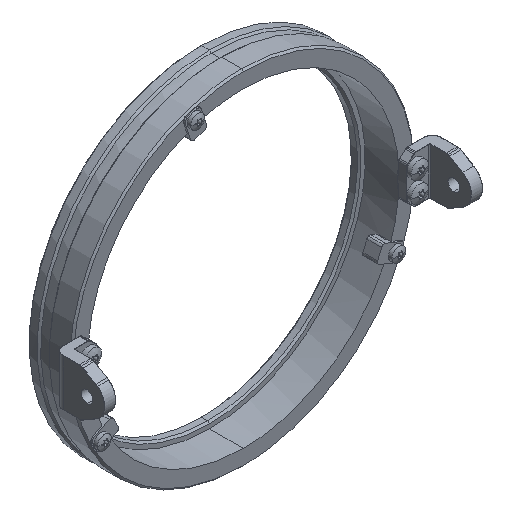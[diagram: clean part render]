
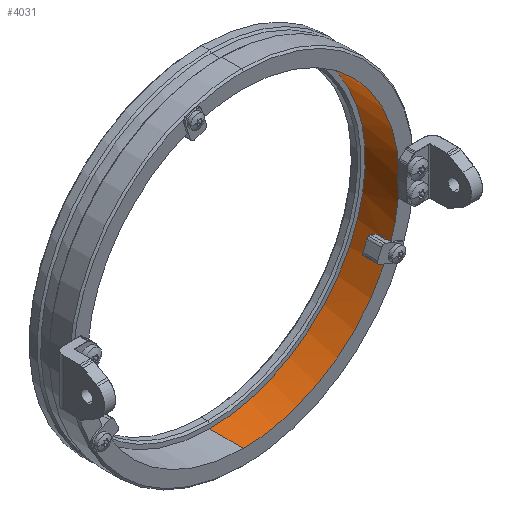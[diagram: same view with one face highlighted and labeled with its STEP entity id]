
A CAD part, isometric view. The second image highlights one B-rep face of the part: STEP entity #4031.
In plain terms, the highlighted free-form (B-spline) face has degree [2, 1] with [5, 2] control points.
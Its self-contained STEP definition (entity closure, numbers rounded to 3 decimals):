
#70 = VERTEX_POINT('',#71);
#71 = CARTESIAN_POINT('',(0.,-7.443,
    -121.112));
#72 = VERTEX_POINT('',#73);
#73 = CARTESIAN_POINT('',(0.,-7.443,121.112));
#81 = EDGE_CURVE('',#70,#82,#84,.T.);
#82 = VERTEX_POINT('',#83);
#83 = CARTESIAN_POINT('',(0.,-33.83,
    -121.112));
#84 = B_SPLINE_CURVE_WITH_KNOTS('',1,(#85,#86),.UNSPECIFIED.,.F.,.F.,(2,
    2),(-9.75,9.75),.PIECEWISE_BEZIER_KNOTS.);
#85 = CARTESIAN_POINT('',(0.,-7.443,
    -121.112));
#86 = CARTESIAN_POINT('',(0.,-33.83,
    -121.112));
#149 = VERTEX_POINT('',#150);
#150 = CARTESIAN_POINT('',(0.,-33.83,
    121.112));
#156 = EDGE_CURVE('',#149,#72,#157,.T.);
#157 = B_SPLINE_CURVE_WITH_KNOTS('',1,(#158,#159),.UNSPECIFIED.,.F.,.F.,
  (2,2),(-9.75,9.75),.PIECEWISE_BEZIER_KNOTS.);
#158 = CARTESIAN_POINT('',(0.,-33.83,
    121.112));
#159 = CARTESIAN_POINT('',(0.,-7.443,
    121.112));
#2225 = EDGE_CURVE('',#2226,#2228,#2230,.T.);
#2226 = VERTEX_POINT('',#2227);
#2227 = CARTESIAN_POINT('',(114.653,-25.034,
    -39.025));
#2228 = VERTEX_POINT('',#2229);
#2229 = CARTESIAN_POINT('',(114.653,-33.83,
    -39.025));
#2230 = B_SPLINE_CURVE_WITH_KNOTS('',1,(#2231,#2232),.UNSPECIFIED.,.F.,
  .F.,(2,2),(-3.25,3.25),.PIECEWISE_BEZIER_KNOTS.);
#2231 = CARTESIAN_POINT('',(114.653,-25.034,
    -39.025));
#2232 = CARTESIAN_POINT('',(114.653,-33.83,
    -39.025));
#2261 = EDGE_CURVE('',#2262,#2264,#2266,.T.);
#2262 = VERTEX_POINT('',#2263);
#2263 = CARTESIAN_POINT('',(109.583,-33.83,
    -51.572));
#2264 = VERTEX_POINT('',#2265);
#2265 = CARTESIAN_POINT('',(109.583,-25.034,
    -51.572));
#2266 = B_SPLINE_CURVE_WITH_KNOTS('',1,(#2267,#2268),.UNSPECIFIED.,.F.,
  .F.,(2,2),(-3.25,3.25),.PIECEWISE_BEZIER_KNOTS.);
#2267 = CARTESIAN_POINT('',(109.583,-33.83,
    -51.572));
#2268 = CARTESIAN_POINT('',(109.583,-25.034,
    -51.572));
#2385 = EDGE_CURVE('',#2264,#2226,#2386,.T.);
#2386 = ( BOUNDED_CURVE() B_SPLINE_CURVE(2,(#2387,#2388,#2389),
.UNSPECIFIED.,.F.,.F.) B_SPLINE_CURVE_WITH_KNOTS((3,3),(4.273,
4.384),.PIECEWISE_BEZIER_KNOTS.) CURVE() 
GEOMETRIC_REPRESENTATION_ITEM() RATIONAL_B_SPLINE_CURVE((1.,
0.998,1.)) REPRESENTATION_ITEM('') );
#2387 = CARTESIAN_POINT('',(109.583,-25.034,
    -51.572));
#2388 = CARTESIAN_POINT('',(112.469,-25.034,
    -45.44));
#2389 = CARTESIAN_POINT('',(114.653,-25.034,
    -39.025));
#2629 = EDGE_CURVE('',#149,#2228,#2630,.T.);
#2630 = ( BOUNDED_CURVE() B_SPLINE_CURVE(2,(#2631,#2632,#2633),
.UNSPECIFIED.,.F.,.F.) B_SPLINE_CURVE_WITH_KNOTS((3,3),(0.,
1.899),.PIECEWISE_BEZIER_KNOTS.) CURVE() 
GEOMETRIC_REPRESENTATION_ITEM() RATIONAL_B_SPLINE_CURVE((1.,
0.582,1.)) REPRESENTATION_ITEM('') );
#2631 = CARTESIAN_POINT('',(0.,-33.83,121.112));
#2632 = CARTESIAN_POINT('',(169.16,-33.83,
    121.112));
#2633 = CARTESIAN_POINT('',(114.653,-33.83,
    -39.025));
#2640 = EDGE_CURVE('',#2262,#82,#2641,.T.);
#2641 = ( BOUNDED_CURVE() B_SPLINE_CURVE(2,(#2642,#2643,#2644),
.UNSPECIFIED.,.F.,.F.) B_SPLINE_CURVE_WITH_KNOTS((3,3),(2.011,
3.142),.PIECEWISE_BEZIER_KNOTS.) CURVE() 
GEOMETRIC_REPRESENTATION_ITEM() RATIONAL_B_SPLINE_CURVE((1.,
0.844,1.)) REPRESENTATION_ITEM('') );
#2642 = CARTESIAN_POINT('',(109.583,-33.83,
    -51.572));
#2643 = CARTESIAN_POINT('',(76.856,-33.83,
    -121.112));
#2644 = CARTESIAN_POINT('',(0.,-33.83,
    -121.112));
#4014 = EDGE_CURVE('',#72,#70,#4015,.T.);
#4015 = ( BOUNDED_CURVE() B_SPLINE_CURVE(2,(#4016,#4017,#4018,#4019,
#4020),.UNSPECIFIED.,.F.,.F.) B_SPLINE_CURVE_WITH_KNOTS((3,2,3),(0.,
1.571,3.142),.PIECEWISE_BEZIER_KNOTS.) CURVE() 
GEOMETRIC_REPRESENTATION_ITEM() RATIONAL_B_SPLINE_CURVE((1.,
0.707,1.,0.707,1.)) REPRESENTATION_ITEM('') );
#4016 = CARTESIAN_POINT('',(0.,-7.443,121.112));
#4017 = CARTESIAN_POINT('',(121.112,-7.443,
    121.112));
#4018 = CARTESIAN_POINT('',(121.112,-7.443,
    0.));
#4019 = CARTESIAN_POINT('',(121.112,-7.443,
    -121.112));
#4020 = CARTESIAN_POINT('',(0.,-7.443,
    -121.112));
#4031 = ADVANCED_FACE('',(#4032),#4042,.F.);
#4032 = FACE_BOUND('',#4033,.F.);
#4033 = EDGE_LOOP('',(#4034,#4035,#4036,#4037,#4038,#4039,#4040,#4041));
#4034 = ORIENTED_EDGE('',*,*,#2629,.T.);
#4035 = ORIENTED_EDGE('',*,*,#2225,.F.);
#4036 = ORIENTED_EDGE('',*,*,#2385,.F.);
#4037 = ORIENTED_EDGE('',*,*,#2261,.F.);
#4038 = ORIENTED_EDGE('',*,*,#2640,.T.);
#4039 = ORIENTED_EDGE('',*,*,#81,.F.);
#4040 = ORIENTED_EDGE('',*,*,#4014,.F.);
#4041 = ORIENTED_EDGE('',*,*,#156,.F.);
#4042 = ( BOUNDED_SURFACE() B_SPLINE_SURFACE(2,1,(
    (#4043,#4044)
    ,(#4045,#4046)
    ,(#4047,#4048)
    ,(#4049,#4050)
    ,(#4051,#4052
)),.UNSPECIFIED.,.F.,.F.,.F.) B_SPLINE_SURFACE_WITH_KNOTS((3,2,3),(2,2),
  (0.,1.571,3.142),(-9.75,9.75),
.PIECEWISE_BEZIER_KNOTS.) GEOMETRIC_REPRESENTATION_ITEM() 
RATIONAL_B_SPLINE_SURFACE((
    (1.,1.)
    ,(0.707,0.707)
    ,(1.,1.)
    ,(0.707,0.707)
,(1.,1.))) REPRESENTATION_ITEM('') SURFACE() );
#4043 = CARTESIAN_POINT('',(0.,-33.83,121.112));
#4044 = CARTESIAN_POINT('',(0.,-7.443,121.112));
#4045 = CARTESIAN_POINT('',(121.112,-33.83,
    121.112));
#4046 = CARTESIAN_POINT('',(121.112,-7.443,
    121.112));
#4047 = CARTESIAN_POINT('',(121.112,-33.83,
    0.));
#4048 = CARTESIAN_POINT('',(121.112,-7.443,
    0.));
#4049 = CARTESIAN_POINT('',(121.112,-33.83,
    -121.112));
#4050 = CARTESIAN_POINT('',(121.112,-7.443,
    -121.112));
#4051 = CARTESIAN_POINT('',(0.,-33.83,
    -121.112));
#4052 = CARTESIAN_POINT('',(0.,-7.443,
    -121.112));
